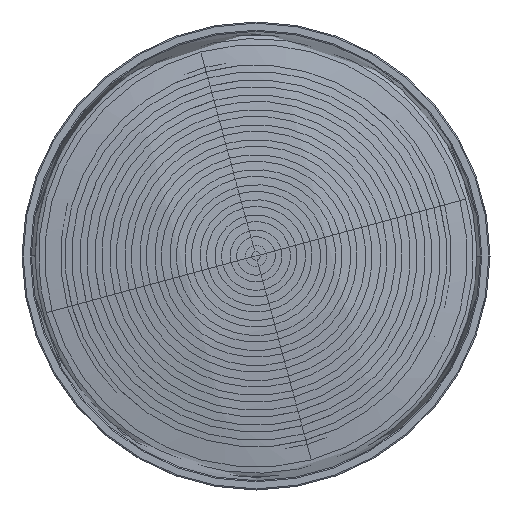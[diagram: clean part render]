
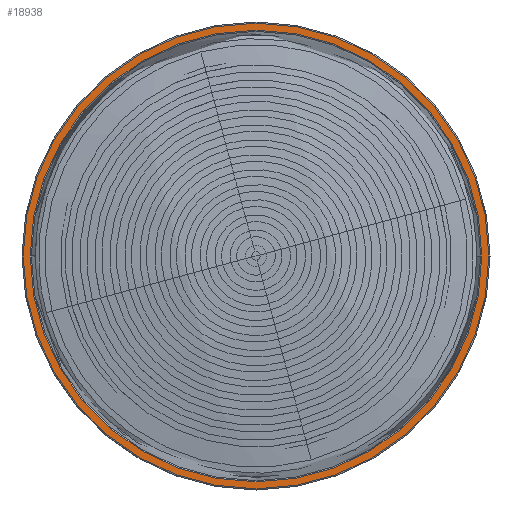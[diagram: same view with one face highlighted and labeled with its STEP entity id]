
A CAD part, front view. The second image highlights one B-rep face of the part: STEP entity #18938.
In plain terms, the highlighted planar face has unit normal (0, -1, 0).
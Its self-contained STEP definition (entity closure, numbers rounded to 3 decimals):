
#255 = DIRECTION ( 'NONE',  ( 0., 0., 1. ) ) ;
#2793 = CIRCLE ( 'NONE', #6043, 49.627 ) ;
#4217 = DIRECTION ( 'NONE',  ( 0., -1., 0. ) ) ;
#5618 = VERTEX_POINT ( 'NONE', #10401 ) ;
#6043 = AXIS2_PLACEMENT_3D ( 'NONE', #8452, #4217, #255 ) ;
#6358 = DIRECTION ( 'NONE',  ( 0., 0., 1. ) ) ;
#6437 = CIRCLE ( 'NONE', #20757, 48.127 ) ;
#6901 = CARTESIAN_POINT ( 'NONE',  ( -49.627, 0.4, 0. ) ) ;
#7448 = VERTEX_POINT ( 'NONE', #14193 ) ;
#7507 = DIRECTION ( 'NONE',  ( 0., 0., 1. ) ) ;
#7574 = EDGE_LOOP ( 'NONE', ( #23383, #23983 ) ) ;
#7611 = CIRCLE ( 'NONE', #10897, 48.127 ) ;
#8090 = EDGE_CURVE ( 'NONE', #22893, #7448, #7611, .T. ) ;
#8273 = AXIS2_PLACEMENT_3D ( 'NONE', #23496, #17483, #19662 ) ;
#8452 = CARTESIAN_POINT ( 'NONE',  ( 0., 0.4, 0. ) ) ;
#9028 = DIRECTION ( 'NONE',  ( 0., 0., 1. ) ) ;
#9671 = FACE_BOUND ( 'NONE', #7574, .T. ) ;
#10401 = CARTESIAN_POINT ( 'NONE',  ( 49.627, 0.4, 0. ) ) ;
#10897 = AXIS2_PLACEMENT_3D ( 'NONE', #14911, #22959, #9028 ) ;
#10983 = DIRECTION ( 'NONE',  ( 0., -1., 0. ) ) ;
#11530 = AXIS2_PLACEMENT_3D ( 'NONE', #25042, #10983, #7507 ) ;
#12017 = ORIENTED_EDGE ( 'NONE', *, *, #14878, .T. ) ;
#13587 = CIRCLE ( 'NONE', #11530, 49.627 ) ;
#13899 = PLANE ( 'NONE',  #8273 ) ;
#14193 = CARTESIAN_POINT ( 'NONE',  ( -48.127, 0.4, 0. ) ) ;
#14878 = EDGE_CURVE ( 'NONE', #5618, #21425, #2793, .T. ) ;
#14911 = CARTESIAN_POINT ( 'NONE',  ( 0., 0.4, 0. ) ) ;
#16318 = EDGE_CURVE ( 'NONE', #7448, #22893, #6437, .T. ) ;
#16980 = CARTESIAN_POINT ( 'NONE',  ( 48.127, 0.4, 0. ) ) ;
#17483 = DIRECTION ( 'NONE',  ( 0., 1., 0. ) ) ;
#18143 = CARTESIAN_POINT ( 'NONE',  ( 0., 0.4, 0. ) ) ;
#18938 = ADVANCED_FACE ( 'NONE', ( #9671, #21312 ), #13899, .F. ) ;
#19052 = ORIENTED_EDGE ( 'NONE', *, *, #25130, .T. ) ;
#19199 = EDGE_LOOP ( 'NONE', ( #12017, #19052 ) ) ;
#19662 = DIRECTION ( 'NONE',  ( 0., 0., 1. ) ) ;
#20757 = AXIS2_PLACEMENT_3D ( 'NONE', #18143, #24404, #6358 ) ;
#21312 = FACE_OUTER_BOUND ( 'NONE', #19199, .T. ) ;
#21425 = VERTEX_POINT ( 'NONE', #6901 ) ;
#22893 = VERTEX_POINT ( 'NONE', #16980 ) ;
#22959 = DIRECTION ( 'NONE',  ( 0., 1., 0. ) ) ;
#23383 = ORIENTED_EDGE ( 'NONE', *, *, #8090, .T. ) ;
#23496 = CARTESIAN_POINT ( 'NONE',  ( 0., 0.4, 0. ) ) ;
#23983 = ORIENTED_EDGE ( 'NONE', *, *, #16318, .T. ) ;
#24404 = DIRECTION ( 'NONE',  ( 0., 1., 0. ) ) ;
#25042 = CARTESIAN_POINT ( 'NONE',  ( 0., 0.4, 0. ) ) ;
#25130 = EDGE_CURVE ( 'NONE', #21425, #5618, #13587, .T. ) ;
